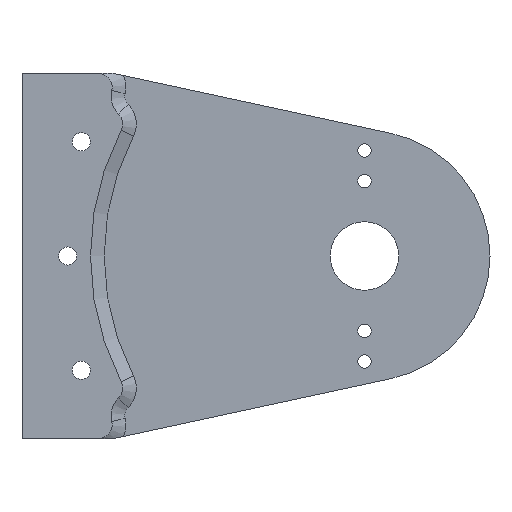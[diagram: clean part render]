
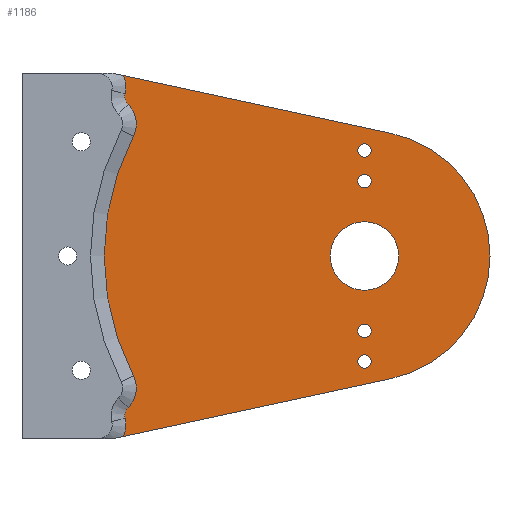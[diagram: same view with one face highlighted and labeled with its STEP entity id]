
A CAD part, front view. The second image highlights one B-rep face of the part: STEP entity #1186.
In plain terms, the highlighted planar face has unit normal (0, -1, 0).
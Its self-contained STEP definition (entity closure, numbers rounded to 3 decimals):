
#251=CARTESIAN_POINT('',(0.,23.,0.));
#252=DIRECTION('',(0.,-1.,0.));
#253=DIRECTION('',(0.,0.,1.));
#254=AXIS2_PLACEMENT_3D('',#251,#252,#253);
#256=CARTESIAN_POINT('',(0.,23.,0.));
#257=DIRECTION('',(0.,-1.,0.));
#258=DIRECTION('',(0.,0.,-1.));
#259=AXIS2_PLACEMENT_3D('',#256,#257,#258);
#261=CARTESIAN_POINT('',(0.,23.,16.4));
#262=DIRECTION('',(0.,-1.,0.));
#263=DIRECTION('',(0.,0.,1.));
#264=AXIS2_PLACEMENT_3D('',#261,#262,#263);
#266=CARTESIAN_POINT('',(0.,23.,16.4));
#267=DIRECTION('',(0.,-1.,0.));
#268=DIRECTION('',(0.,0.,-1.));
#269=AXIS2_PLACEMENT_3D('',#266,#267,#268);
#271=CARTESIAN_POINT('',(0.,23.,23.1));
#272=DIRECTION('',(0.,-1.,0.));
#273=DIRECTION('',(0.,0.,1.));
#274=AXIS2_PLACEMENT_3D('',#271,#272,#273);
#276=CARTESIAN_POINT('',(0.,23.,23.1));
#277=DIRECTION('',(0.,-1.,0.));
#278=DIRECTION('',(0.,0.,-1.));
#279=AXIS2_PLACEMENT_3D('',#276,#277,#278);
#281=CARTESIAN_POINT('',(0.,23.,-16.4));
#282=DIRECTION('',(0.,-1.,0.));
#283=DIRECTION('',(0.,0.,1.));
#284=AXIS2_PLACEMENT_3D('',#281,#282,#283);
#286=CARTESIAN_POINT('',(0.,23.,-16.4));
#287=DIRECTION('',(0.,-1.,0.));
#288=DIRECTION('',(0.,0.,-1.));
#289=AXIS2_PLACEMENT_3D('',#286,#287,#288);
#291=CARTESIAN_POINT('',(0.,23.,-23.1));
#292=DIRECTION('',(0.,-1.,0.));
#293=DIRECTION('',(0.,0.,1.));
#294=AXIS2_PLACEMENT_3D('',#291,#292,#293);
#296=CARTESIAN_POINT('',(0.,23.,-23.1));
#297=DIRECTION('',(0.,-1.,0.));
#298=DIRECTION('',(0.,0.,-1.));
#299=AXIS2_PLACEMENT_3D('',#296,#297,#298);
#301=CARTESIAN_POINT('',(-58.261,23.,-37.));
#302=DIRECTION('',(0.,1.,0.));
#303=DIRECTION('',(0.972,0.,0.235));
#304=AXIS2_PLACEMENT_3D('',#301,#302,#303);
#306=CARTESIAN_POINT('',(-50.,23.,-35.));
#307=DIRECTION('',(0.,-1.,0.));
#308=DIRECTION('',(-0.701,0.,0.713));
#309=AXIS2_PLACEMENT_3D('',#306,#307,#308);
#311=CARTESIAN_POINT('',(-55.96,23.,-28.939));
#312=DIRECTION('',(0.,1.,0.));
#313=DIRECTION('',(0.888,0.,0.459));
#314=AXIS2_PLACEMENT_3D('',#311,#312,#313);
#316=CARTESIAN_POINT('',(0.,23.,0.));
#317=DIRECTION('',(0.,-1.,0.));
#318=DIRECTION('',(-0.888,0.,0.459));
#319=AXIS2_PLACEMENT_3D('',#316,#317,#318);
#321=CARTESIAN_POINT('',(-55.96,23.,28.939));
#322=DIRECTION('',(0.,1.,0.));
#323=DIRECTION('',(0.701,0.,0.713));
#324=AXIS2_PLACEMENT_3D('',#321,#322,#323);
#326=CARTESIAN_POINT('',(-50.,23.,35.));
#327=DIRECTION('',(0.,-1.,0.));
#328=DIRECTION('',(-0.972,0.,0.235));
#329=AXIS2_PLACEMENT_3D('',#326,#327,#328);
#331=CARTESIAN_POINT('',(-58.261,23.,37.));
#332=DIRECTION('',(0.,1.,0.));
#333=DIRECTION('',(0.907,0.,0.422));
#334=AXIS2_PLACEMENT_3D('',#331,#332,#333);
#336=DIRECTION('',(0.978,0.,-0.211));
#337=VECTOR('',#336,59.97);
#338=CARTESIAN_POINT('',(-52.821,23.,39.529));
#339=LINE('',#338,#337);
#340=CARTESIAN_POINT('',(0.,23.,0.));
#341=DIRECTION('',(0.,1.,0.));
#342=DIRECTION('',(0.211,0.,0.978));
#343=AXIS2_PLACEMENT_3D('',#340,#341,#342);
#345=DIRECTION('',(-0.978,0.,-0.211));
#346=VECTOR('',#345,59.97);
#347=CARTESIAN_POINT('',(5.8,23.,-26.881));
#348=LINE('',#347,#346);
#750=CARTESIAN_POINT('',(0.,23.,7.5));
#751=CARTESIAN_POINT('',(0.,23.,-7.5));
#752=VERTEX_POINT('',#750);
#753=VERTEX_POINT('',#751);
#754=CARTESIAN_POINT('',(0.,23.,17.9));
#755=CARTESIAN_POINT('',(0.,23.,14.9));
#756=VERTEX_POINT('',#754);
#757=VERTEX_POINT('',#755);
#758=CARTESIAN_POINT('',(0.,23.,24.6));
#759=CARTESIAN_POINT('',(0.,23.,21.6));
#760=VERTEX_POINT('',#758);
#761=VERTEX_POINT('',#759);
#762=CARTESIAN_POINT('',(0.,23.,-14.9));
#763=CARTESIAN_POINT('',(0.,23.,-17.9));
#764=VERTEX_POINT('',#762);
#765=VERTEX_POINT('',#763);
#766=CARTESIAN_POINT('',(0.,23.,-21.6));
#767=CARTESIAN_POINT('',(0.,23.,-24.6));
#768=VERTEX_POINT('',#766);
#769=VERTEX_POINT('',#767);
#770=CARTESIAN_POINT('',(5.8,23.,26.881));
#771=CARTESIAN_POINT('',(5.8,23.,-26.881));
#772=VERTEX_POINT('',#770);
#773=VERTEX_POINT('',#771);
#872=CARTESIAN_POINT('',(-52.43,23.,-35.588));
#873=CARTESIAN_POINT('',(-52.821,23.,-39.529));
#874=VERTEX_POINT('',#872);
#875=VERTEX_POINT('',#873);
#878=CARTESIAN_POINT('',(-51.753,23.,-33.217));
#879=VERTEX_POINT('',#878);
#882=CARTESIAN_POINT('',(-50.63,23.,-26.183));
#883=VERTEX_POINT('',#882);
#886=CARTESIAN_POINT('',(-50.63,23.,26.183));
#887=VERTEX_POINT('',#886);
#890=CARTESIAN_POINT('',(-51.753,23.,33.217));
#891=VERTEX_POINT('',#890);
#894=CARTESIAN_POINT('',(-52.43,23.,35.588));
#895=VERTEX_POINT('',#894);
#896=CARTESIAN_POINT('',(-52.821,23.,39.529));
#897=VERTEX_POINT('',#896);
#1130=CARTESIAN_POINT('',(0.,23.,0.));
#1131=DIRECTION('',(0.,1.,0.));
#1132=DIRECTION('',(0.,0.,1.));
#1133=AXIS2_PLACEMENT_3D('',#1130,#1131,#1132);
#1134=PLANE('',#1133);
#1136=ORIENTED_EDGE('',*,*,#1135,.F.);
#1138=ORIENTED_EDGE('',*,*,#1137,.F.);
#1140=ORIENTED_EDGE('',*,*,#1139,.F.);
#1142=ORIENTED_EDGE('',*,*,#1141,.F.);
#1144=ORIENTED_EDGE('',*,*,#1143,.F.);
#1146=ORIENTED_EDGE('',*,*,#1145,.F.);
#1148=ORIENTED_EDGE('',*,*,#1147,.F.);
#1150=ORIENTED_EDGE('',*,*,#1149,.T.);
#1152=ORIENTED_EDGE('',*,*,#1151,.T.);
#1154=ORIENTED_EDGE('',*,*,#1153,.T.);
#1155=EDGE_LOOP('',(#1136,#1138,#1140,#1142,#1144,#1146,#1148,#1150,#1152,
#1154));
#1156=FACE_OUTER_BOUND('',#1155,.F.);
#1158=ORIENTED_EDGE('',*,*,#1157,.T.);
#1160=ORIENTED_EDGE('',*,*,#1159,.T.);
#1161=EDGE_LOOP('',(#1158,#1160));
#1162=FACE_BOUND('',#1161,.F.);
#1164=ORIENTED_EDGE('',*,*,#1163,.T.);
#1166=ORIENTED_EDGE('',*,*,#1165,.T.);
#1167=EDGE_LOOP('',(#1164,#1166));
#1168=FACE_BOUND('',#1167,.F.);
#1170=ORIENTED_EDGE('',*,*,#1169,.T.);
#1172=ORIENTED_EDGE('',*,*,#1171,.T.);
#1173=EDGE_LOOP('',(#1170,#1172));
#1174=FACE_BOUND('',#1173,.F.);
#1176=ORIENTED_EDGE('',*,*,#1175,.T.);
#1178=ORIENTED_EDGE('',*,*,#1177,.T.);
#1179=EDGE_LOOP('',(#1176,#1178));
#1180=FACE_BOUND('',#1179,.F.);
#1181=ORIENTED_EDGE('',*,*,#1120,.T.);
#1183=ORIENTED_EDGE('',*,*,#1182,.T.);
#1184=EDGE_LOOP('',(#1181,#1183));
#1185=FACE_BOUND('',#1184,.F.);
#1186=ADVANCED_FACE('',(#1156,#1162,#1168,#1174,#1180,#1185),#1134,.F.);
#255=CIRCLE('',#254,7.5);
#260=CIRCLE('',#259,7.5);
#265=CIRCLE('',#264,1.5);
#270=CIRCLE('',#269,1.5);
#275=CIRCLE('',#274,1.5);
#280=CIRCLE('',#279,1.5);
#285=CIRCLE('',#284,1.5);
#290=CIRCLE('',#289,1.5);
#295=CIRCLE('',#294,1.5);
#300=CIRCLE('',#299,1.5);
#305=CIRCLE('',#304,6.);
#310=CIRCLE('',#309,2.5);
#315=CIRCLE('',#314,6.);
#320=CIRCLE('',#319,57.);
#325=CIRCLE('',#324,6.);
#330=CIRCLE('',#329,2.5);
#335=CIRCLE('',#334,6.);
#344=CIRCLE('',#343,27.5);
#1120=EDGE_CURVE('',#752,#753,#255,.T.);
#1135=EDGE_CURVE('',#874,#875,#305,.T.);
#1137=EDGE_CURVE('',#879,#874,#310,.T.);
#1139=EDGE_CURVE('',#883,#879,#315,.T.);
#1141=EDGE_CURVE('',#887,#883,#320,.T.);
#1143=EDGE_CURVE('',#891,#887,#325,.T.);
#1145=EDGE_CURVE('',#895,#891,#330,.T.);
#1147=EDGE_CURVE('',#897,#895,#335,.T.);
#1149=EDGE_CURVE('',#897,#772,#339,.T.);
#1151=EDGE_CURVE('',#772,#773,#344,.T.);
#1153=EDGE_CURVE('',#773,#875,#348,.T.);
#1157=EDGE_CURVE('',#756,#757,#265,.T.);
#1159=EDGE_CURVE('',#757,#756,#270,.T.);
#1163=EDGE_CURVE('',#760,#761,#275,.T.);
#1165=EDGE_CURVE('',#761,#760,#280,.T.);
#1169=EDGE_CURVE('',#764,#765,#285,.T.);
#1171=EDGE_CURVE('',#765,#764,#290,.T.);
#1175=EDGE_CURVE('',#768,#769,#295,.T.);
#1177=EDGE_CURVE('',#769,#768,#300,.T.);
#1182=EDGE_CURVE('',#753,#752,#260,.T.);
